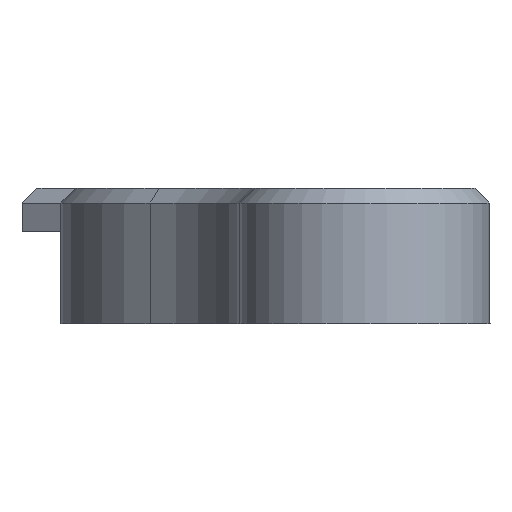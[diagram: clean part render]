
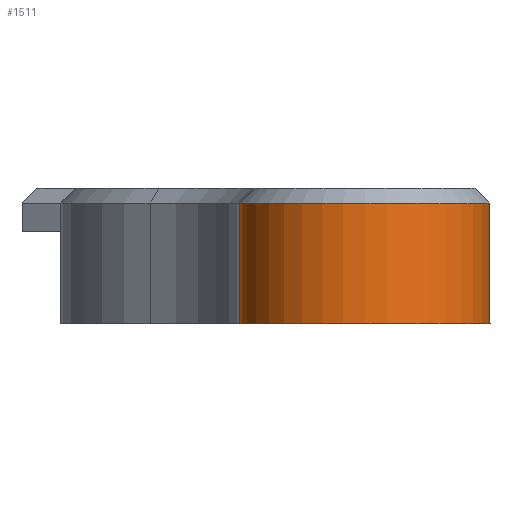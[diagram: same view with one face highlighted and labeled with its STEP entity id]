
A CAD part, left-side view. The second image highlights one B-rep face of the part: STEP entity #1511.
In plain terms, the highlighted cylindrical face has radius 2.1 mm (diameter 4.2 mm), a partial arc.
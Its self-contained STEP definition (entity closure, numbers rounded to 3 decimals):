
#48=CYLINDRICAL_SURFACE('',#1653,2.1);
#56=CIRCLE('',#1548,2.1);
#89=CIRCLE('',#1630,2.1);
#188=FACE_OUTER_BOUND('',#272,.T.);
#272=EDGE_LOOP('',(#1358,#1359,#1360,#1361));
#433=LINE('',#4210,#589);
#434=LINE('',#4212,#590);
#589=VECTOR('',#2060,10.);
#590=VECTOR('',#2063,10.);
#619=VERTEX_POINT('',#2142);
#621=VERTEX_POINT('',#2147);
#715=VERTEX_POINT('',#3548);
#716=VERTEX_POINT('',#3550);
#764=EDGE_CURVE('',#621,#619,#56,.T.);
#911=EDGE_CURVE('',#715,#716,#89,.T.);
#943=EDGE_CURVE('',#619,#715,#433,.T.);
#944=EDGE_CURVE('',#621,#716,#434,.T.);
#1358=ORIENTED_EDGE('',*,*,#764,.F.);
#1359=ORIENTED_EDGE('',*,*,#944,.T.);
#1360=ORIENTED_EDGE('',*,*,#911,.F.);
#1361=ORIENTED_EDGE('',*,*,#943,.F.);
#1511=ADVANCED_FACE('',(#188),#48,.T.);
#1548=AXIS2_PLACEMENT_3D('',#2149,#1725,#1726);
#1630=AXIS2_PLACEMENT_3D('',#3551,#1989,#1990);
#1653=AXIS2_PLACEMENT_3D('',#4211,#2061,#2062);
#1725=DIRECTION('center_axis',(0.,0.,1.));
#1726=DIRECTION('ref_axis',(-0.904,0.429,0.));
#1989=DIRECTION('center_axis',(0.,0.,-1.));
#1990=DIRECTION('ref_axis',(0.904,-0.429,0.));
#2060=DIRECTION('',(0.,0.,-1.));
#2061=DIRECTION('center_axis',(0.,0.,1.));
#2062=DIRECTION('ref_axis',(-1.,0.,0.));
#2063=DIRECTION('',(0.,0.,-1.));
#2142=CARTESIAN_POINT('',(-27.538,-8.15,-2.123));
#2147=CARTESIAN_POINT('',(-27.538,-3.95,-2.123));
#2149=CARTESIAN_POINT('Origin',(-27.538,-6.05,-2.123));
#3548=CARTESIAN_POINT('',(-27.538,-8.15,-4.15));
#3550=CARTESIAN_POINT('',(-27.538,-3.95,-4.15));
#3551=CARTESIAN_POINT('Origin',(-27.538,-6.05,-4.15));
#4210=CARTESIAN_POINT('',(-27.538,-8.15,-4.15));
#4211=CARTESIAN_POINT('Origin',(-27.538,-6.05,-4.15));
#4212=CARTESIAN_POINT('',(-27.538,-3.95,-4.15));
